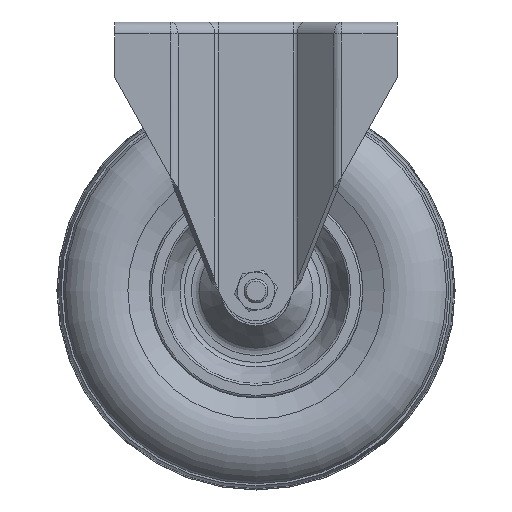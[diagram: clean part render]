
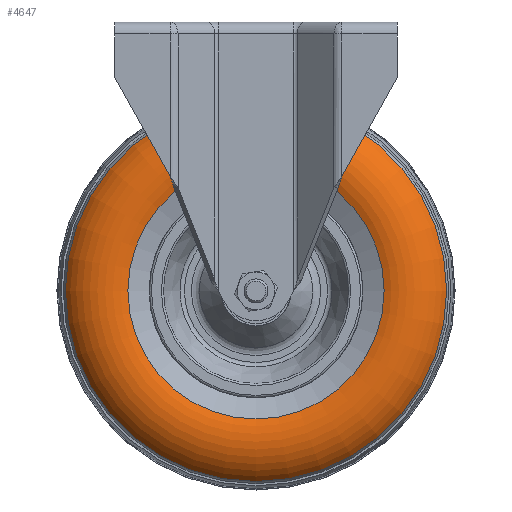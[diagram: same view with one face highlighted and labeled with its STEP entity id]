
A CAD part, front view. The second image highlights one B-rep face of the part: STEP entity #4647.
In plain terms, the highlighted toroidal (fillet/blend) face has major radius 75 mm and minor radius 25 mm.
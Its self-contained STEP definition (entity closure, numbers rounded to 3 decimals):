
#1131=FACE_OUTER_BOUND('',#1463,.T.);
#1463=EDGE_LOOP('',(#3411,#3412,#3413,#3414,#3415));
#1814=CIRCLE('',#5110,95.712);
#1852=CIRCLE('',#5168,64.334);
#1853=CIRCLE('',#5169,64.334);
#1854=CIRCLE('',#5171,25.);
#2120=VERTEX_POINT('',#7428);
#2151=VERTEX_POINT('',#7521);
#2152=VERTEX_POINT('',#7523);
#2572=EDGE_CURVE('',#2120,#2120,#1814,.T.);
#2615=EDGE_CURVE('',#2152,#2151,#1852,.T.);
#2616=EDGE_CURVE('',#2151,#2152,#1853,.T.);
#2617=EDGE_CURVE('',#2120,#2152,#1854,.T.);
#3411=ORIENTED_EDGE('',*,*,#2572,.T.);
#3412=ORIENTED_EDGE('',*,*,#2617,.T.);
#3413=ORIENTED_EDGE('',*,*,#2615,.T.);
#3414=ORIENTED_EDGE('',*,*,#2616,.T.);
#3415=ORIENTED_EDGE('',*,*,#2617,.F.);
#4566=TOROIDAL_SURFACE('',#5170,75.,25.);
#4647=ADVANCED_FACE('',(#1131),#4566,.T.);
#5110=AXIS2_PLACEMENT_3D('',#7429,#5893,#5894);
#5168=AXIS2_PLACEMENT_3D('',#7524,#6014,#6015);
#5169=AXIS2_PLACEMENT_3D('',#7525,#6016,#6017);
#5170=AXIS2_PLACEMENT_3D('',#7526,#6018,#6019);
#5171=AXIS2_PLACEMENT_3D('',#7527,#6020,#6021);
#5893=DIRECTION('center_axis',(0.,1.,0.));
#5894=DIRECTION('ref_axis',(0.,0.,-1.));
#6014=DIRECTION('center_axis',(0.,-1.,0.));
#6015=DIRECTION('ref_axis',(1.,0.,0.));
#6016=DIRECTION('center_axis',(0.,-1.,0.));
#6017=DIRECTION('ref_axis',(1.,0.,0.));
#6018=DIRECTION('center_axis',(0.,-1.,0.));
#6019=DIRECTION('ref_axis',(0.,0.,-1.));
#6020=DIRECTION('center_axis',(-1.,0.,0.));
#6021=DIRECTION('ref_axis',(0.,0.,
1.));
#7428=CARTESIAN_POINT('',(0.,14.,95.712));
#7429=CARTESIAN_POINT('Origin',(0.,14.,0.));
#7521=CARTESIAN_POINT('',(-64.334,22.611,0.));
#7523=CARTESIAN_POINT('',(0.,22.611,64.334));
#7524=CARTESIAN_POINT('Origin',(0.,22.611,0.));
#7525=CARTESIAN_POINT('Origin',(0.,22.611,0.));
#7526=CARTESIAN_POINT('Origin',(0.,0.,0.));
#7527=CARTESIAN_POINT('Origin',(0.,0.,
75.));
